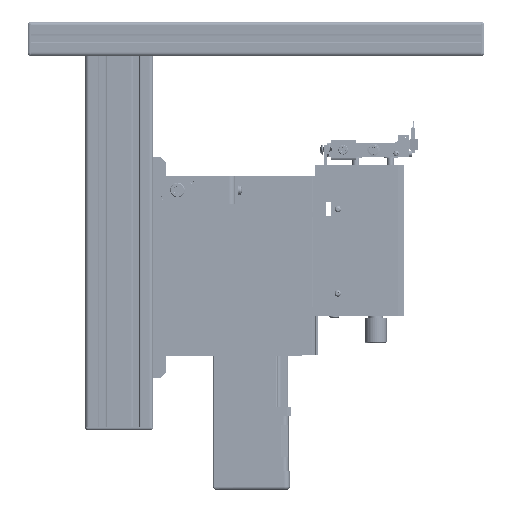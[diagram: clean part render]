
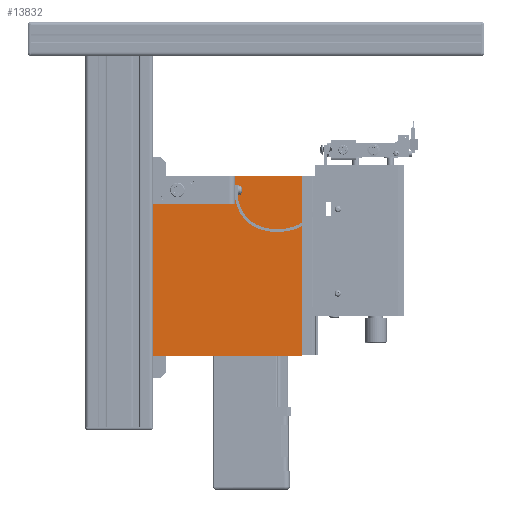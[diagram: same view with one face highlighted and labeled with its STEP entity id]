
A CAD part, front view. The second image highlights one B-rep face of the part: STEP entity #13832.
In plain terms, the highlighted planar face has unit normal (0, -1, 0).
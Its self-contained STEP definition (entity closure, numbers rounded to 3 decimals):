
#13832 = ADVANCED_FACE ( 'NONE', ( #156242 ), #158020, .F. ) ;
#29858 = LINE ( 'NONE', #32341, #29870 ) ;
#29870 = VECTOR ( 'NONE', #32344, 1000. ) ;
#29875 = LINE ( 'NONE', #32354, #29881 ) ;
#29881 = VECTOR ( 'NONE', #32358, 1000. ) ;
#32341 = CARTESIAN_POINT ( 'NONE',  ( -95.339, -6.562, -36.222 ) ) ;
#32344 = DIRECTION ( 'NONE',  ( -1., 0., 0. ) ) ;
#32354 = CARTESIAN_POINT ( 'NONE',  ( -227.959, -6.562, -196.222 ) ) ;
#32358 = DIRECTION ( 'NONE',  ( 0., 0., 1. ) ) ;
#36431 = VERTEX_POINT ( 'NONE', #86204 ) ;
#36453 = VERTEX_POINT ( 'NONE', #86260 ) ;
#36455 = VERTEX_POINT ( 'NONE', #86266 ) ;
#36766 = VERTEX_POINT ( 'NONE', #87512 ) ;
#36785 = VERTEX_POINT ( 'NONE', #87540 ) ;
#36929 = VERTEX_POINT ( 'NONE', #87755 ) ;
#49248 = LINE ( 'NONE', #102017, #49254 ) ;
#49252 = LINE ( 'NONE', #102023, #49257 ) ;
#49254 = VECTOR ( 'NONE', #102020, 1000. ) ;
#49257 = VECTOR ( 'NONE', #102027, 1000. ) ;
#49260 = LINE ( 'NONE', #102036, #49266 ) ;
#49264 = LINE ( 'NONE', #102043, #49269 ) ;
#49266 = VECTOR ( 'NONE', #102040, 1000. ) ;
#49269 = VECTOR ( 'NONE', #102047, 1000. ) ;
#52460 = AXIS2_PLACEMENT_3D ( 'NONE', #158059, #158060, #158062 ) ;
#62999 = EDGE_LOOP ( 'NONE', ( #125165, #124925, #125127, #125279, #125268, #124876 ) ) ;
#86204 = CARTESIAN_POINT ( 'NONE',  ( -167.959, -6.562, -36.222 ) ) ;
#86260 = CARTESIAN_POINT ( 'NONE',  ( -227.959, -6.562, -196.222 ) ) ;
#86266 = CARTESIAN_POINT ( 'NONE',  ( -227.959, -6.562, -61.222 ) ) ;
#87512 = CARTESIAN_POINT ( 'NONE',  ( -95.339, -6.562, -196.222 ) ) ;
#87540 = CARTESIAN_POINT ( 'NONE',  ( -95.339, -6.562, -36.222 ) ) ;
#87755 = CARTESIAN_POINT ( 'NONE',  ( -167.959, -6.562, -61.222 ) ) ;
#102017 = CARTESIAN_POINT ( 'NONE',  ( -95.339, -6.562, -196.222 ) ) ;
#102020 = DIRECTION ( 'NONE',  ( 0., 0., 1. ) ) ;
#102023 = CARTESIAN_POINT ( 'NONE',  ( -95.339, -6.562, -196.222 ) ) ;
#102027 = DIRECTION ( 'NONE',  ( -1., 0., 0. ) ) ;
#102036 = CARTESIAN_POINT ( 'NONE',  ( -167.959, -6.562, -36.222 ) ) ;
#102040 = DIRECTION ( 'NONE',  ( 0., 0., 1. ) ) ;
#102043 = CARTESIAN_POINT ( 'NONE',  ( -227.959, -6.562, -61.222 ) ) ;
#102047 = DIRECTION ( 'NONE',  ( 1., 0., 0. ) ) ;
#124876 = ORIENTED_EDGE ( 'NONE', *, *, #127421, .T. ) ;
#124925 = ORIENTED_EDGE ( 'NONE', *, *, #130650, .F. ) ;
#125127 = ORIENTED_EDGE ( 'NONE', *, *, #127432, .F. ) ;
#125165 = ORIENTED_EDGE ( 'NONE', *, *, #130645, .F. ) ;
#125268 = ORIENTED_EDGE ( 'NONE', *, *, #130634, .T. ) ;
#125279 = ORIENTED_EDGE ( 'NONE', *, *, #130639, .F. ) ;
#127421 = EDGE_CURVE ( 'NONE', #36785, #36431, #29858, .T. ) ;
#127432 = EDGE_CURVE ( 'NONE', #36453, #36455, #29875, .T. ) ;
#130634 = EDGE_CURVE ( 'NONE', #36766, #36785, #49248, .T. ) ;
#130639 = EDGE_CURVE ( 'NONE', #36766, #36453, #49252, .T. ) ;
#130645 = EDGE_CURVE ( 'NONE', #36929, #36431, #49260, .T. ) ;
#130650 = EDGE_CURVE ( 'NONE', #36455, #36929, #49264, .T. ) ;
#156242 = FACE_OUTER_BOUND ( 'NONE', #62999, .T. ) ;
#158020 = PLANE ( 'NONE',  #52460 ) ;
#158059 = CARTESIAN_POINT ( 'NONE',  ( -95.339, -6.562, -196.222 ) ) ;
#158060 = DIRECTION ( 'NONE',  ( 0., 1., 0. ) ) ;
#158062 = DIRECTION ( 'NONE',  ( 1., 0., 0. ) ) ;
